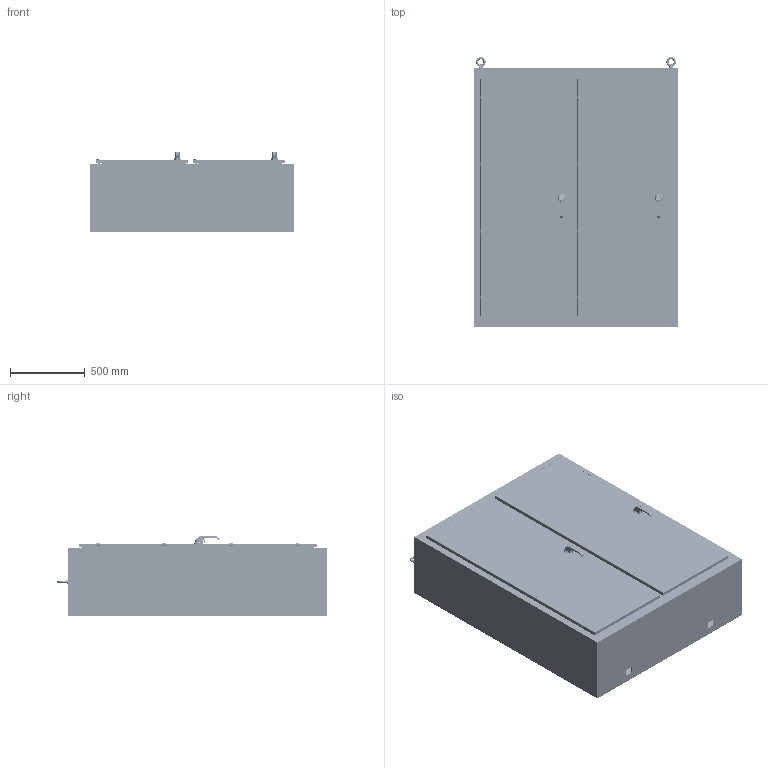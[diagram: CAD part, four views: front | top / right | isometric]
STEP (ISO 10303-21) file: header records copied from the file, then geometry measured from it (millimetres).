
FILE_DESCRIPTION (( 'STEP AP214' ), '1' );
FILE_NAME ('SCE-N68XM5418.STEP', '2024-05-08T13:47:41', ( '' ), ( '' ), 'SwSTEP 2.0', 'SolidWorks 2023', '' );
FILE_SCHEMA (( 'AUTOMOTIVE_DESIGN' ));
Length unit declared in the file: inch
Products named in the file (1): SCE-N68XM5418
Bounding box: 1365.25 x 1801.97 x 534.57 mm (x, y, z)
Volume: 24706785.5 mm3; surface area: 18446290.5 mm2
Topology: 46 solids, 54 shells, 7277 faces, 18665 edges, 11570 vertices
Faces by surface type: plane 3036, cylinder 2425, bspline 834, torus 549, cone 228, sphere 205
Full cylindrical faces by diameter (mm): 1.016 x8, 3.978 x8, 4.318 x40, 4.978 x32, 5.016 x4, 5.207 x16, 5.232 x16, 5.537 x8, 6.096 x16, 6.198 x16, 6.35 x16, 7.137 x2, 9.525 x16, 10.323 x16, 11.25 x2, 15.24 x2, 16 x1, 29.8 x2
Entity records: 337514 total; most frequent: CARTESIAN_POINT 170539, ORIENTED_EDGE 35982, DIRECTION 32249, EDGE_CURVE 17991, AXIS2_PLACEMENT_3D 11693, VERTEX_POINT 11362, VECTOR 8863, LINE 8863
